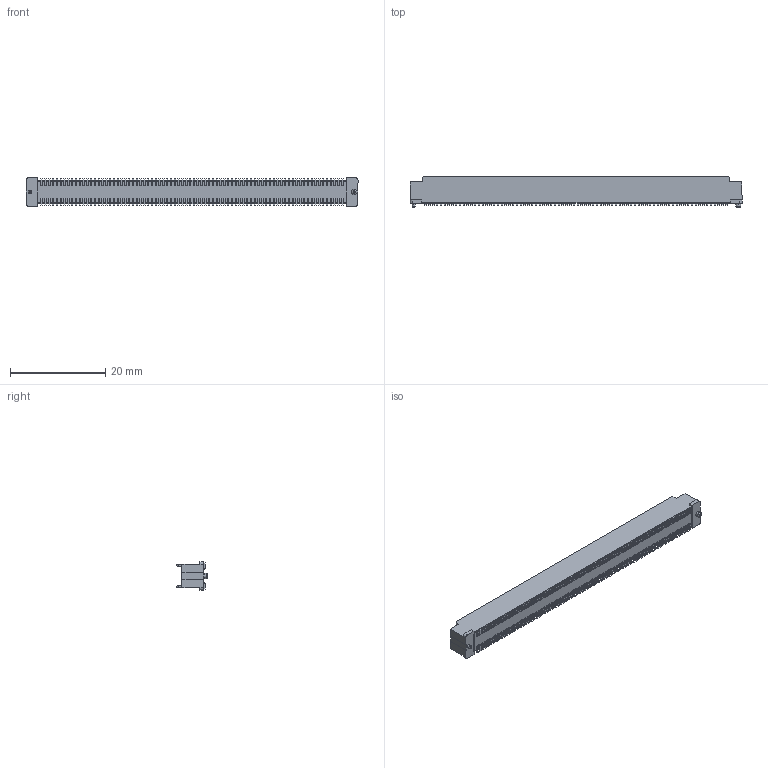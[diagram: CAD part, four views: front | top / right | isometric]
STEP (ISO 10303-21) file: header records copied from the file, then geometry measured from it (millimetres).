
FILE_DESCRIPTION (( 'STEP AP214' ), '1' );
FILE_NAME ('61083-162102.STEP', '2023-06-15T21:21:58', ( '' ), ( '' ), 'SwSTEP 2.0', 'SolidWorks 2021', '' );
FILE_SCHEMA (( 'AUTOMOTIVE_DESIGN' ));
Length unit declared in the file: millimetre
Products named in the file (3): 61083-body_16; pin^61083 additional - gold tin; 61083-162102
Assembly tree (161 placements, depth 2):
  61083-162102
    61083-body_16
    pin^61083 additional - gold tin  x160
Bounding box: 69.8 x 6.5 x 6 mm (x, y, z)
Volume: 1105.2 mm3; surface area: 3097.4 mm2
Topology: 321 solids, 321 shells, 3966 faces, 9273 edges, 5954 vertices
Faces by surface type: plane 3610, cylinder 336, cone 16, torus 4
Entity records: 29093 total; most frequent: CARTESIAN_POINT 5047, ORIENTED_EDGE 4872, DIRECTION 4714, EDGE_CURVE 2436, VECTOR 2376, LINE 2376, VERTEX_POINT 1502, AXIS2_PLACEMENT_3D 1169
